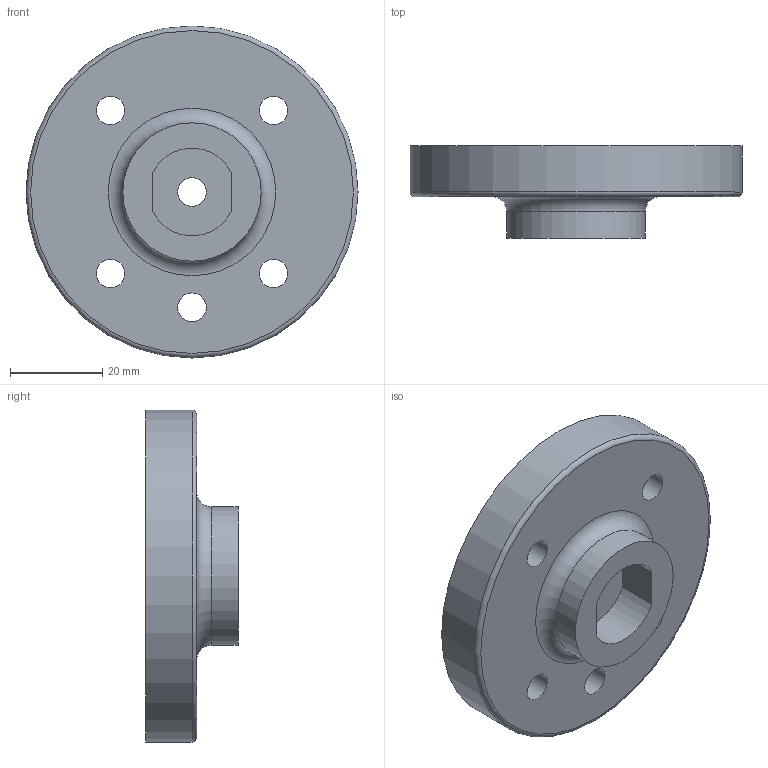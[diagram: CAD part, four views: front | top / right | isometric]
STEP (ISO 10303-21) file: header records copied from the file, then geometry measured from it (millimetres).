
FILE_DESCRIPTION(/* description */ (''),/* implementation_level */ '2;1');
FILE_NAME(/* name */ 'baseplaterev2.stp',/* time_stamp */ '2019-11-15T12:42:27-08:00',/* author */ ('close'),/* organization */ (''),/* preprocessor_version */ 'ST-DEVELOPER v17',/* originating_system */ 'Autodesk Inventor 2019',/* authorisation */ '');
FILE_SCHEMA (('AUTOMOTIVE_DESIGN { 1 0 10303 214 3 1 1 }'));
Length unit declared in the file: inch
Products named in the file (1): baseplate
Bounding box: 72 x 20 x 72 mm (x, y, z)
Volume: 46694.9 mm3; surface area: 12688.5 mm2
Topology: 1 solids, 1 shells, 19 faces, 53 edges, 38 vertices
Faces by surface type: cylinder 10, plane 6, torus 2, cone 1
Full cylindrical faces by diameter (mm): 6.2 x6, 30 x1, 72 x1
Entity records: 712 total; most frequent: DIRECTION 129, CARTESIAN_POINT 111, ORIENTED_EDGE 106, AXIS2_PLACEMENT_3D 56, EDGE_CURVE 53, VERTEX_POINT 38, CIRCLE 36, EDGE_LOOP 33
